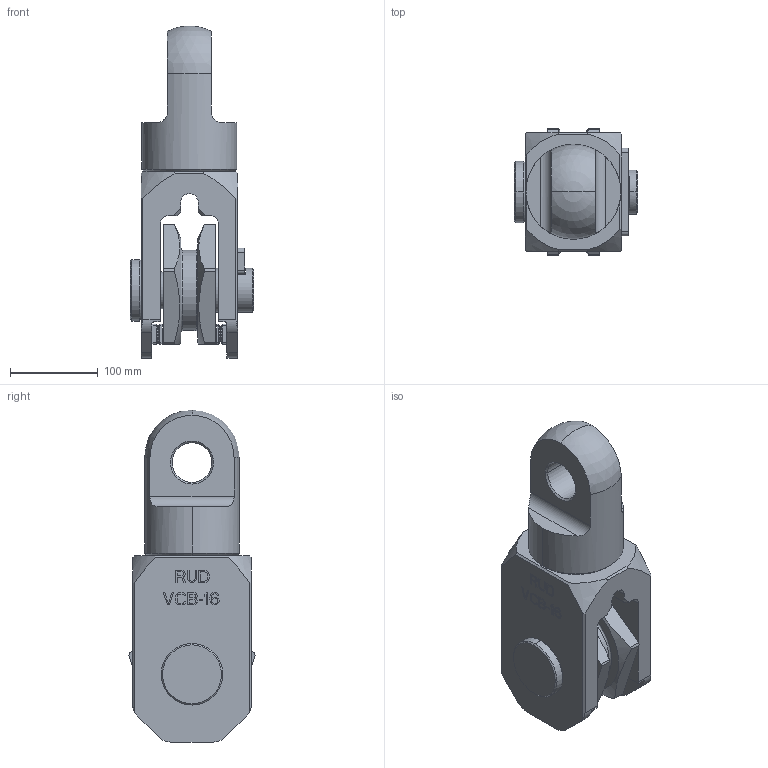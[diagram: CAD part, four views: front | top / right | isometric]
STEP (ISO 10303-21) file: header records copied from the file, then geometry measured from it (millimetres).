
FILE_DESCRIPTION((''),'2;1');
FILE_NAME('001-M34098-P-1','2020-06-09T',('anja.joas'),(''),'PRO/ENGINEER BY PARAMETRIC TECHNOLOGY CORPORATION, 2011490','PRO/ENGINEER BY PARAMETRIC TECHNOLOGY CORPORATION, 2011490','');
FILE_SCHEMA(('CONFIG_CONTROL_DESIGN'));
Length unit declared in the file: millimetre
Products named in the file (1): 001-M34098-P-1
Bounding box: 140 x 143.51 x 377.8 mm (x, y, z)
Volume: 3219715.3 mm3; surface area: 281628.4 mm2
Topology: 1 solids, 1 shells, 455 faces, 1240 edges, 811 vertices
Faces by surface type: plane 336, cylinder 77, cone 36, torus 4, sphere 2
Entity records: 14588 total; most frequent: CARTESIAN_POINT 2930, ORIENTED_EDGE 2476, DIRECTION 2308, EDGE_CURVE 1238, VECTOR 990, LINE 990, VERTEX_POINT 811, AXIS2_PLACEMENT_3D 659
